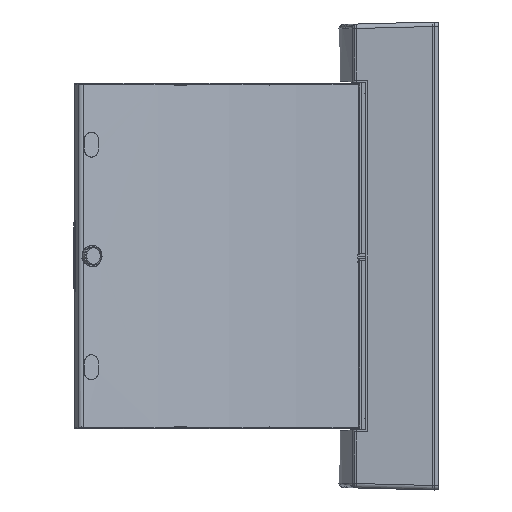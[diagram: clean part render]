
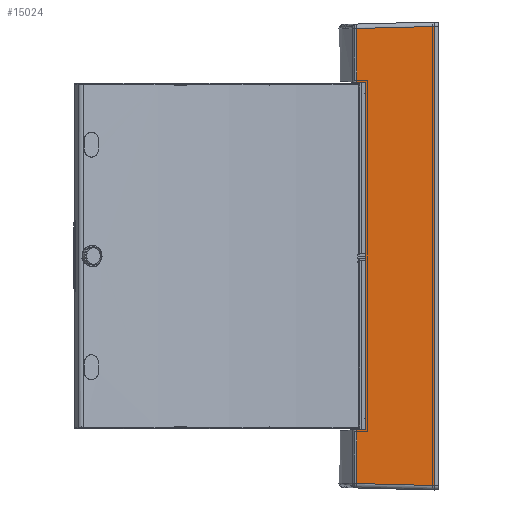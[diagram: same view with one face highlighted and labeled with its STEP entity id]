
A CAD part, left-side view. The second image highlights one B-rep face of the part: STEP entity #15024.
In plain terms, the highlighted planar face has unit normal (-1, 0.026, 0).
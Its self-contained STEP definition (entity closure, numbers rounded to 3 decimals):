
#1939=ORIENTED_EDGE('',*,*,#6070,.T.);
#1940=ORIENTED_EDGE('',*,*,#6193,.F.);
#1941=ORIENTED_EDGE('',*,*,#6194,.F.);
#1942=ORIENTED_EDGE('',*,*,#6195,.T.);
#1943=ORIENTED_EDGE('',*,*,#6185,.T.);
#1944=ORIENTED_EDGE('',*,*,#6196,.T.);
#1945=ORIENTED_EDGE('',*,*,#6049,.F.);
#1946=ORIENTED_EDGE('',*,*,#6059,.F.);
#6049=EDGE_CURVE('',#8215,#8217,#9707,.T.);
#6059=EDGE_CURVE('',#8222,#8215,#9710,.T.);
#6070=EDGE_CURVE('',#8222,#8229,#9716,.T.);
#6185=EDGE_CURVE('',#8296,#8299,#9807,.T.);
#6193=EDGE_CURVE('',#8303,#8229,#9809,.T.);
#6194=EDGE_CURVE('',#8304,#8303,#9810,.T.);
#6195=EDGE_CURVE('',#8304,#8296,#9811,.T.);
#6196=EDGE_CURVE('',#8299,#8217,#9812,.T.);
#8215=VERTEX_POINT('',#22690);
#8217=VERTEX_POINT('',#22693);
#8222=VERTEX_POINT('',#22752);
#8229=VERTEX_POINT('',#22789);
#8296=VERTEX_POINT('',#23088);
#8299=VERTEX_POINT('',#23096);
#8303=VERTEX_POINT('',#23150);
#8304=VERTEX_POINT('',#23152);
#9707=LINE('',#22692,#11048);
#9710=LINE('',#22751,#11051);
#9716=LINE('',#22790,#11057);
#9807=LINE('',#23097,#11148);
#9809=LINE('',#23149,#11150);
#9810=LINE('',#23151,#11151);
#9811=LINE('',#23153,#11152);
#9812=LINE('',#23154,#11153);
#11048=VECTOR('',#17933,1000.);
#11051=VECTOR('',#17952,1000.);
#11057=VECTOR('',#17962,1000.);
#11148=VECTOR('',#18175,1000.);
#11150=VECTOR('',#18193,1000.);
#11151=VECTOR('',#18194,1000.);
#11152=VECTOR('',#18195,1000.);
#11153=VECTOR('',#18196,1000.);
#12341=EDGE_LOOP('',(#1939,#1940,#1941,#1942,#1943,#1944,#1945,#1946));
#13401=FACE_BOUND('',#12341,.T.);
#14410=PLANE('',#16092);
#15024=ADVANCED_FACE('',(#13401),#14410,.T.);
#16092=AXIS2_PLACEMENT_3D('',#23148,#18191,#18192);
#17933=DIRECTION('',(-0.026,-0.999,0.026));
#17952=DIRECTION('',(0.,0.,1.));
#17962=DIRECTION('',(-0.026,-0.999,-0.026));
#18175=DIRECTION('',(-0.026,-0.999,-0.026));
#18191=DIRECTION('',(-1.,0.026,0.));
#18192=DIRECTION('',(-0.026,-1.,0.));
#18193=DIRECTION('',(0.,0.,1.));
#18194=DIRECTION('',(-0.026,-0.999,0.026));
#18195=DIRECTION('',(0.,0.,-1.));
#18196=DIRECTION('',(0.,0.,1.));
#22690=CARTESIAN_POINT('',(-195.612,87.393,255.513));
#22692=CARTESIAN_POINT('',(-197.903,-0.131,257.805));
#22693=CARTESIAN_POINT('',(-197.9,0.,257.802));
#22751=CARTESIAN_POINT('',(-195.612,87.393,262.8));
#22752=CARTESIAN_POINT('',(-195.612,87.393,195.272));
#22789=CARTESIAN_POINT('',(-195.884,77.002,195.));
#22790=CARTESIAN_POINT('',(-195.816,79.569,195.067));
#23088=CARTESIAN_POINT('',(-195.612,87.393,-255.513));
#23096=CARTESIAN_POINT('',(-197.9,0.,-257.802));
#23097=CARTESIAN_POINT('',(-197.903,-0.131,-257.805));
#23148=CARTESIAN_POINT('',(-195.503,91.55,-262.8));
#23149=CARTESIAN_POINT('',(-195.884,77.002,-195.));
#23150=CARTESIAN_POINT('',(-195.884,77.002,-195.));
#23151=CARTESIAN_POINT('',(-195.884,77.002,-195.));
#23152=CARTESIAN_POINT('',(-195.612,87.393,-195.272));
#23153=CARTESIAN_POINT('',(-195.612,87.393,-262.8));
#23154=CARTESIAN_POINT('',(-197.9,0.,-262.8));
